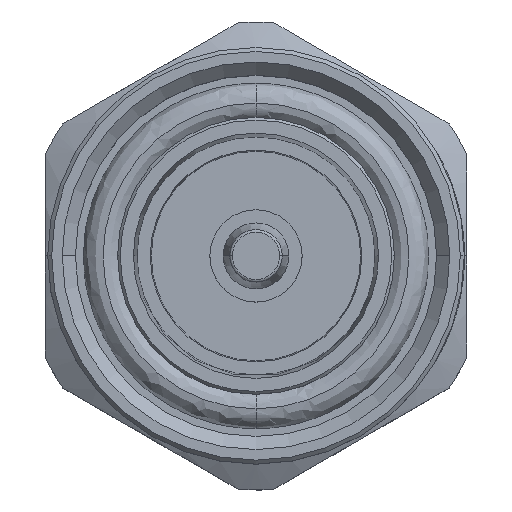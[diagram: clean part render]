
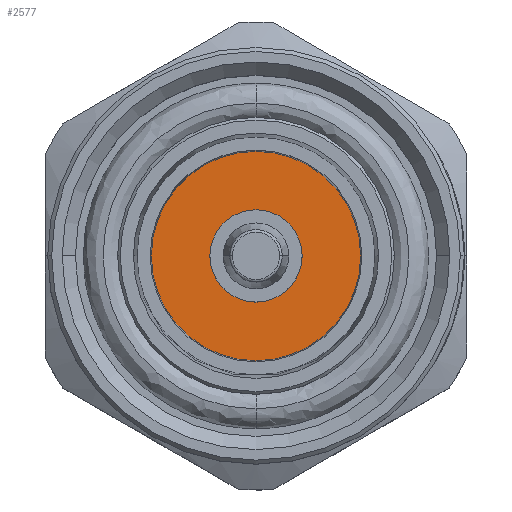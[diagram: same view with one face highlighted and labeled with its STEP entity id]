
A CAD part, top view. The second image highlights one B-rep face of the part: STEP entity #2577.
In plain terms, the highlighted planar face has unit normal (0, 0, 1).
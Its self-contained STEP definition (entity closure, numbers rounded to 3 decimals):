
#463 = AXIS2_PLACEMENT_3D ( 'NONE', #7079, #24697, #9608 ) ;
#1806 = DIRECTION ( 'NONE',  ( 0., 0., 1. ) ) ;
#2216 = DIRECTION ( 'NONE',  ( -1., 0., 0. ) ) ;
#2223 = CARTESIAN_POINT ( 'NONE',  ( -3.05, 0., -9.05 ) ) ;
#2310 = CARTESIAN_POINT ( 'NONE',  ( 0., 0., -9.05 ) ) ;
#2421 = DIRECTION ( 'NONE',  ( -1., 0., 0. ) ) ;
#2577 = ADVANCED_FACE ( 'NONE', ( #23061, #29776 ), #30067, .F. ) ;
#3063 = AXIS2_PLACEMENT_3D ( 'NONE', #2310, #17489, #2421 ) ;
#4109 = CARTESIAN_POINT ( 'NONE',  ( 7.942, 0., -9.05 ) ) ;
#5671 = CARTESIAN_POINT ( 'NONE',  ( 3.05, 0., -9.05 ) ) ;
#6092 = CIRCLE ( 'NONE', #7147, 3.05 ) ;
#7079 = CARTESIAN_POINT ( 'NONE',  ( 0., 0., -9.05 ) ) ;
#7147 = AXIS2_PLACEMENT_3D ( 'NONE', #27349, #12258, #29870 ) ;
#9608 = DIRECTION ( 'NONE',  ( -1., 0., 0. ) ) ;
#10403 = CIRCLE ( 'NONE', #463, 7.942 ) ;
#10627 = AXIS2_PLACEMENT_3D ( 'NONE', #32383, #17286, #2216 ) ;
#12093 = VERTEX_POINT ( 'NONE', #4109 ) ;
#12258 = DIRECTION ( 'NONE',  ( 0., 0., 1. ) ) ;
#15426 = EDGE_CURVE ( 'NONE', #20679, #23941, #23862, .T. ) ;
#16886 = CARTESIAN_POINT ( 'NONE',  ( 0., 0., -9.05 ) ) ;
#17286 = DIRECTION ( 'NONE',  ( 0., 0., -1. ) ) ;
#17474 = EDGE_LOOP ( 'NONE', ( #24118, #17647 ) ) ;
#17489 = DIRECTION ( 'NONE',  ( 0., 0., -1. ) ) ;
#17647 = ORIENTED_EDGE ( 'NONE', *, *, #22003, .F. ) ;
#18141 = ORIENTED_EDGE ( 'NONE', *, *, #15426, .F. ) ;
#18694 = VERTEX_POINT ( 'NONE', #22904 ) ;
#19019 = CIRCLE ( 'NONE', #10627, 7.942 ) ;
#19438 = DIRECTION ( 'NONE',  ( -1., 0., 0. ) ) ;
#20679 = VERTEX_POINT ( 'NONE', #2223 ) ;
#21954 = ORIENTED_EDGE ( 'NONE', *, *, #26450, .F. ) ;
#22003 = EDGE_CURVE ( 'NONE', #18694, #12093, #10403, .T. ) ;
#22029 = EDGE_CURVE ( 'NONE', #12093, #18694, #19019, .T. ) ;
#22904 = CARTESIAN_POINT ( 'NONE',  ( -7.942, 0., -9.05 ) ) ;
#23061 = FACE_BOUND ( 'NONE', #23446, .T. ) ;
#23446 = EDGE_LOOP ( 'NONE', ( #21954, #18141 ) ) ;
#23862 = CIRCLE ( 'NONE', #28317, 3.05 ) ;
#23941 = VERTEX_POINT ( 'NONE', #5671 ) ;
#24118 = ORIENTED_EDGE ( 'NONE', *, *, #22029, .F. ) ;
#24697 = DIRECTION ( 'NONE',  ( 0., 0., -1. ) ) ;
#26450 = EDGE_CURVE ( 'NONE', #23941, #20679, #6092, .T. ) ;
#27349 = CARTESIAN_POINT ( 'NONE',  ( 0., 0., -9.05 ) ) ;
#28317 = AXIS2_PLACEMENT_3D ( 'NONE', #16886, #1806, #19438 ) ;
#29776 = FACE_OUTER_BOUND ( 'NONE', #17474, .T. ) ;
#29870 = DIRECTION ( 'NONE',  ( -1., 0., 0. ) ) ;
#30067 = PLANE ( 'NONE',  #3063 ) ;
#32383 = CARTESIAN_POINT ( 'NONE',  ( 0., 0., -9.05 ) ) ;
